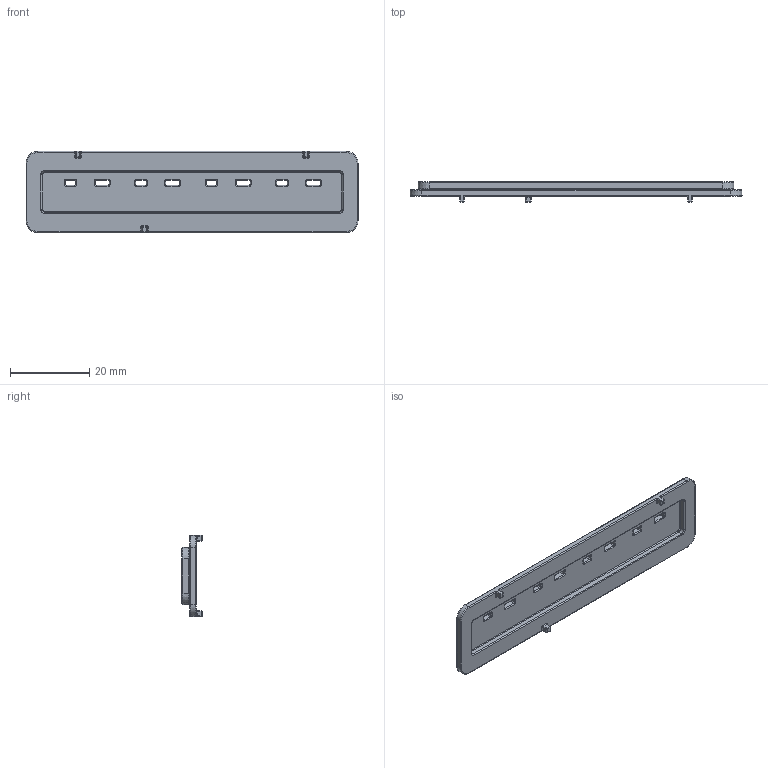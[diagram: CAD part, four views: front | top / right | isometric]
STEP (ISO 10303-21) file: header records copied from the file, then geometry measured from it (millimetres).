
FILE_DESCRIPTION (( 'STEP AP214' ), '1' );
FILE_NAME ('t400-top.STEP', '2015-09-25T05:00:27', ( '' ), ( '' ), 'SwSTEP 2.0', 'SolidWorks 2013', '' );
FILE_SCHEMA (( 'AUTOMOTIVE_DESIGN' ));
Length unit declared in the file: millimetre
Products named in the file (1): t400-top
Bounding box: 83.74 x 5.1 x 20.54 mm (x, y, z)
Volume: 3661.1 mm3; surface area: 4365.1 mm2
Topology: 1 solids, 1 shells, 517 faces, 1215 edges, 670 vertices
Faces by surface type: cylinder 227, torus 104, plane 92, bspline 46, sphere 40, cone 8
Entity records: 17128 total; most frequent: CARTESIAN_POINT 5441, DIRECTION 2626, ORIENTED_EDGE 2356, EDGE_CURVE 1178, AXIS2_PLACEMENT_3D 1061, VERTEX_POINT 670, CIRCLE 589, EDGE_LOOP 540
